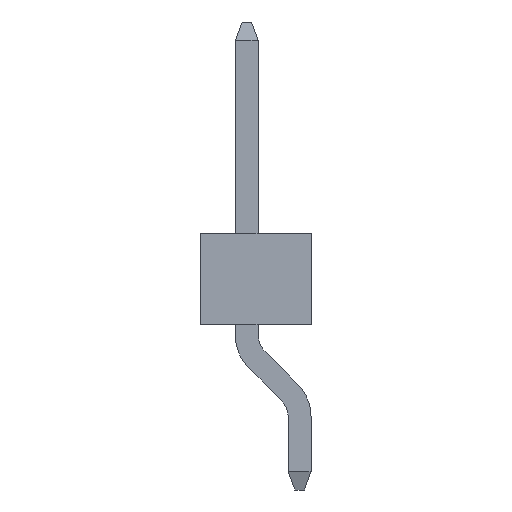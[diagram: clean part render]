
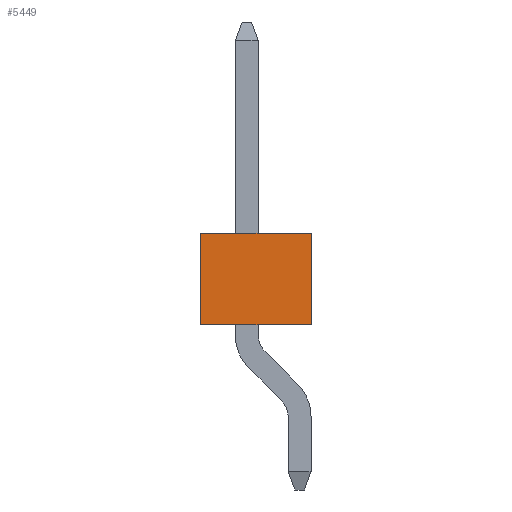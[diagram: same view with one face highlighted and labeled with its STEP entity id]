
A CAD part, left-side view. The second image highlights one B-rep face of the part: STEP entity #5449.
In plain terms, the highlighted planar face has unit normal (-1, 0, 0).
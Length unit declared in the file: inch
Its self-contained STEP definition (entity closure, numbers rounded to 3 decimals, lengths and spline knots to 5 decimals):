
#1375=ORIENTED_EDGE('',*,*,#2328,.T.);
#1376=ORIENTED_EDGE('',*,*,#2207,.F.);
#1377=ORIENTED_EDGE('',*,*,#2273,.F.);
#1378=ORIENTED_EDGE('',*,*,#2380,.T.);
#2207=EDGE_CURVE('',#2795,#2796,#3415,.T.);
#2273=EDGE_CURVE('',#2860,#2795,#3481,.T.);
#2328=EDGE_CURVE('',#2908,#2796,#3536,.T.);
#2380=EDGE_CURVE('',#2860,#2908,#3588,.T.);
#2795=VERTEX_POINT('',#8362);
#2796=VERTEX_POINT('',#8364);
#2860=VERTEX_POINT('',#8501);
#2908=VERTEX_POINT('',#8613);
#3415=LINE('',#8363,#4127);
#3481=LINE('',#8502,#4193);
#3536=LINE('',#8612,#4248);
#3588=LINE('',#8715,#4300);
#4127=VECTOR('',#6865,39.37008);
#4193=VECTOR('',#6947,39.37008);
#4248=VECTOR('',#7018,39.37008);
#4300=VECTOR('',#7086,39.37008);
#4613=EDGE_LOOP('',(#1375,#1376,#1377,#1378));
#4913=FACE_BOUND('',#4613,.T.);
#5165=PLANE('',#5824);
#5449=ADVANCED_FACE('',(#4913),#5165,.F.);
#5824=AXIS2_PLACEMENT_3D('',#8737,#7115,#7116);
#6865=DIRECTION('',(0.,0.,-1.));
#6947=DIRECTION('',(0.,-1.,0.));
#7018=DIRECTION('',(0.,-1.,0.));
#7086=DIRECTION('',(0.,0.,-1.));
#7115=DIRECTION('',(1.,0.,0.));
#7116=DIRECTION('',(0.,0.,-1.));
#8362=CARTESIAN_POINT('',(-0.4,-0.06,0.05));
#8363=CARTESIAN_POINT('',(-0.4,-0.06,0.05));
#8364=CARTESIAN_POINT('',(-0.4,-0.06,-0.05));
#8501=CARTESIAN_POINT('',(-0.4,0.06,0.05));
#8502=CARTESIAN_POINT('',(-0.4,0.06,0.05));
#8612=CARTESIAN_POINT('',(-0.4,0.06,-0.05));
#8613=CARTESIAN_POINT('',(-0.4,0.06,-0.05));
#8715=CARTESIAN_POINT('',(-0.4,0.06,0.05));
#8737=CARTESIAN_POINT('',(-0.4,0.06,0.05));
